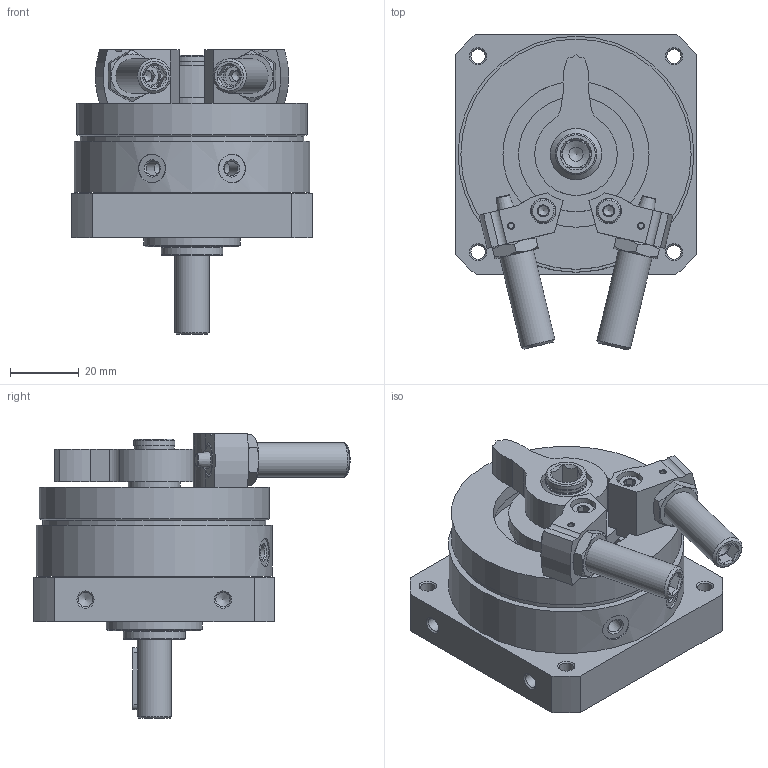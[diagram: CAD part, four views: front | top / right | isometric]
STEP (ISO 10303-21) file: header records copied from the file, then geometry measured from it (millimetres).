
FILE_DESCRIPTION(/* description */ ('STEP AP214'),/* implementation_level */ '2;1');
FILE_NAME(/* name */ '566205_DSM-16-270-P1-A-B',/* time_stamp */ '2024-08-21T18:16:23+02:00',/* author */ ('License CC BY-ND 4.0'),/* organization */ ('CADENAS'),/* preprocessor_version */ 'ST-DEVELOPER v19.3',/* originating_system */ 'PARTsolutions',/* authorisation */ ' ');
FILE_SCHEMA (('AUTOMOTIVE_DESIGN {1 0 10303 214 3 1 1}'));
Length unit declared in the file: millimetre
Products named in the file (9): 566205 DSM-16-270-P1-A-B--(0); 566205 DSM-16-270-P1-A-B_G---(B); 704063 DSM-16-BR---(HZ); 548374 DYEF-M10-Y1F_P; 342621 DSM-16_NS; DIN-912 - M4x16(F); 396998 YSRW M10X1-3.5-13; 704062 DSM-16-BL---(HZ); 566205 DSM-16-270-P1-A-B_K---(B)
Assembly tree (12 placements, depth 2):
  566205 DSM-16-270-P1-A-B--(0)
    566205 DSM-16-270-P1-A-B_G---(B)
    704063 DSM-16-BR---(HZ)
    548374 DYEF-M10-Y1F_P  x2
    342621 DSM-16_NS  x2
    DIN-912 - M4x16(F)  x2
    396998 YSRW M10X1-3.5-13  x2
    704062 DSM-16-BL---(HZ)
    566205 DSM-16-270-P1-A-B_K---(B)
Bounding box: 70 x 91.97 x 82.7 mm (x, y, z)
Volume: 167385.2 mm3; surface area: 45032.7 mm2
Topology: 12 solids, 12 shells, 361 faces, 823 edges, 512 vertices
Faces by surface type: plane 171, cylinder 100, cone 87, torus 3
Full cylindrical faces by diameter (mm): 1.567 x2, 2.459 x1, 3.2 x1, 3.242 x2, 4 x2, 4.134 x13, 4.5 x2, 5.459 x2, 7 x2, 7.4 x2, 8.3 x2, 8.917 x4, 10 x3, 11.5 x1, 12 x2, 15 x3, 18 x2, 28 x1, 29 x1, 33.5 x1, 42.5 x1, 47 x1, 54 x1, 65 x1, 67 x1, 68.65 x1
Entity records: 7688 total; most frequent: CARTESIAN_POINT 1370, DIRECTION 1287, ORIENTED_EDGE 996, AXIS2_PLACEMENT_3D 538, EDGE_CURVE 498, FACE_BOUND 447, EDGE_LOOP 435, VERTEX_POINT 383
